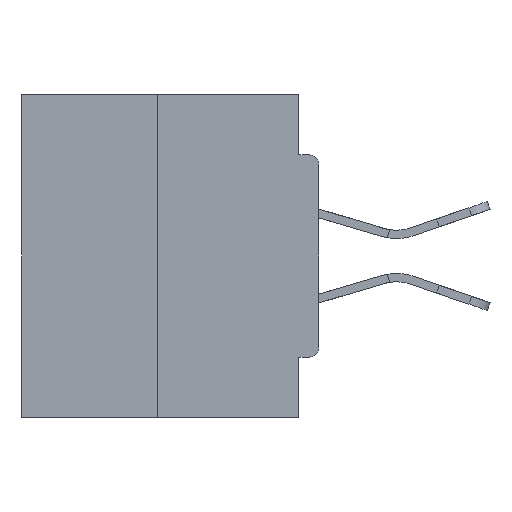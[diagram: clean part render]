
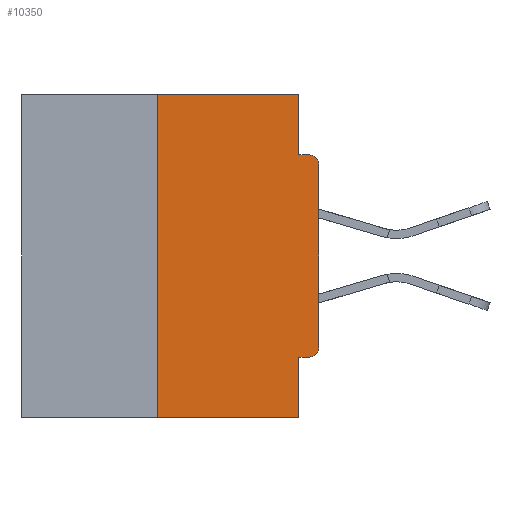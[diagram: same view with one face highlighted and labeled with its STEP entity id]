
A CAD part, left-side view. The second image highlights one B-rep face of the part: STEP entity #10350.
In plain terms, the highlighted planar face has unit normal (-1, 0, 0).
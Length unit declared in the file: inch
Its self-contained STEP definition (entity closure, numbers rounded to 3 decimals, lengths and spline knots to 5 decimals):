
#29 = EDGE_CURVE ( 'NONE', #17866, #39918, #30129, .T. ) ;
#749 = ORIENTED_EDGE ( 'NONE', *, *, #9059, .T. ) ;
#1889 = EDGE_CURVE ( 'NONE', #4767, #17667, #28767, .T. ) ;
#2409 = CARTESIAN_POINT ( 'NONE',  ( 0., 0.015, -0.3915 ) ) ;
#2449 = VECTOR ( 'NONE', #8197, 39.37008 ) ;
#3199 = DIRECTION ( 'NONE',  ( 0., -1., 0. ) ) ;
#3500 = DIRECTION ( 'NONE',  ( 0., 0., 1. ) ) ;
#3515 = CARTESIAN_POINT ( 'NONE',  ( 0., 0.46, -0.5 ) ) ;
#3628 = EDGE_LOOP ( 'NONE', ( #41737, #30346, #9038, #6318, #8649, #749, #41845, #41214, #30648, #17981 ) ) ;
#3944 = LINE ( 'NONE', #7479, #26332 ) ;
#4767 = VERTEX_POINT ( 'NONE', #32265 ) ;
#4889 = LINE ( 'NONE', #24545, #2449 ) ;
#5264 = VERTEX_POINT ( 'NONE', #20936 ) ;
#6318 = ORIENTED_EDGE ( 'NONE', *, *, #27026, .F. ) ;
#6818 = CIRCLE ( 'NONE', #31515, 0.015 ) ;
#7163 = VECTOR ( 'NONE', #20530, 39.37008 ) ;
#7175 = LINE ( 'NONE', #17108, #24880 ) ;
#7479 = CARTESIAN_POINT ( 'NONE',  ( 0., 0., -0.4065 ) ) ;
#7987 = CARTESIAN_POINT ( 'NONE',  ( 0., 0.031, -0.4065 ) ) ;
#8197 = DIRECTION ( 'NONE',  ( 0., 0., -1. ) ) ;
#8233 = AXIS2_PLACEMENT_3D ( 'NONE', #14375, #34249, #28086 ) ;
#8649 = ORIENTED_EDGE ( 'NONE', *, *, #15453, .F. ) ;
#9038 = ORIENTED_EDGE ( 'NONE', *, *, #33515, .T. ) ;
#9059 = EDGE_CURVE ( 'NONE', #21356, #28199, #6818, .T. ) ;
#9295 = CARTESIAN_POINT ( 'NONE',  ( 0., 0., -0.3915 ) ) ;
#9325 = LINE ( 'NONE', #39357, #29956 ) ;
#10005 = DIRECTION ( 'NONE',  ( 0., -1., 0. ) ) ;
#10350 = ADVANCED_FACE ( 'NONE', ( #11068 ), #20785, .F. ) ;
#11068 = FACE_OUTER_BOUND ( 'NONE', #3628, .T. ) ;
#12137 = VECTOR ( 'NONE', #31148, 39.37008 ) ;
#13920 = AXIS2_PLACEMENT_3D ( 'NONE', #26663, #20018, #22884 ) ;
#13982 = EDGE_CURVE ( 'NONE', #28199, #4767, #23542, .T. ) ;
#14375 = CARTESIAN_POINT ( 'NONE',  ( 0., 0.46, 0. ) ) ;
#14566 = CARTESIAN_POINT ( 'NONE',  ( 0., 0.031, -0.5 ) ) ;
#15453 = EDGE_CURVE ( 'NONE', #21356, #24008, #3944, .T. ) ;
#16556 = LINE ( 'NONE', #3515, #7163 ) ;
#17108 = CARTESIAN_POINT ( 'NONE',  ( 0., 0., -0.0935 ) ) ;
#17667 = VERTEX_POINT ( 'NONE', #19782 ) ;
#17673 = LINE ( 'NONE', #14566, #12137 ) ;
#17866 = VERTEX_POINT ( 'NONE', #29004 ) ;
#17981 = ORIENTED_EDGE ( 'NONE', *, *, #43604, .F. ) ;
#19782 = CARTESIAN_POINT ( 'NONE',  ( 0., 0.015, -0.0935 ) ) ;
#20018 = DIRECTION ( 'NONE',  ( -1., 0., 0. ) ) ;
#20335 = VERTEX_POINT ( 'NONE', #33670 ) ;
#20530 = DIRECTION ( 'NONE',  ( 0., -1., 0. ) ) ;
#20785 = PLANE ( 'NONE',  #8233 ) ;
#20936 = CARTESIAN_POINT ( 'NONE',  ( 0., 0.031, -0.5 ) ) ;
#21356 = VERTEX_POINT ( 'NONE', #35883 ) ;
#22530 = DIRECTION ( 'NONE',  ( -1., 0., 0. ) ) ;
#22884 = DIRECTION ( 'NONE',  ( 0., 0., -1. ) ) ;
#23542 = LINE ( 'NONE', #29968, #36672 ) ;
#23677 = VERTEX_POINT ( 'NONE', #29666 ) ;
#23692 = CARTESIAN_POINT ( 'NONE',  ( 0., 0.46, 0. ) ) ;
#24008 = VERTEX_POINT ( 'NONE', #7987 ) ;
#24545 = CARTESIAN_POINT ( 'NONE',  ( 0., 0.031, 0. ) ) ;
#24880 = VECTOR ( 'NONE', #3199, 39.37008 ) ;
#26332 = VECTOR ( 'NONE', #30899, 39.37008 ) ;
#26663 = CARTESIAN_POINT ( 'NONE',  ( 0., 0.015, -0.1085 ) ) ;
#27026 = EDGE_CURVE ( 'NONE', #24008, #5264, #17673, .T. ) ;
#28086 = DIRECTION ( 'NONE',  ( 0., 0., -1. ) ) ;
#28199 = VERTEX_POINT ( 'NONE', #9295 ) ;
#28227 = CARTESIAN_POINT ( 'NONE',  ( 0., 0.031, 0. ) ) ;
#28767 = CIRCLE ( 'NONE', #13920, 0.015 ) ;
#29004 = CARTESIAN_POINT ( 'NONE',  ( 0., 0.25, 0. ) ) ;
#29378 = DIRECTION ( 'NONE',  ( 0., 0., -1. ) ) ;
#29666 = CARTESIAN_POINT ( 'NONE',  ( 0., 0.25, -0.5 ) ) ;
#29956 = VECTOR ( 'NONE', #3500, 39.37008 ) ;
#29968 = CARTESIAN_POINT ( 'NONE',  ( 0., 0., 0. ) ) ;
#30129 = LINE ( 'NONE', #23692, #37983 ) ;
#30346 = ORIENTED_EDGE ( 'NONE', *, *, #41965, .F. ) ;
#30362 = EDGE_CURVE ( 'NONE', #20335, #17667, #7175, .T. ) ;
#30648 = ORIENTED_EDGE ( 'NONE', *, *, #30362, .F. ) ;
#30899 = DIRECTION ( 'NONE',  ( 0., 1., 0. ) ) ;
#31148 = DIRECTION ( 'NONE',  ( 0., 0., -1. ) ) ;
#31515 = AXIS2_PLACEMENT_3D ( 'NONE', #2409, #22530, #29378 ) ;
#32265 = CARTESIAN_POINT ( 'NONE',  ( 0., 0., -0.1085 ) ) ;
#33515 = EDGE_CURVE ( 'NONE', #23677, #5264, #16556, .T. ) ;
#33670 = CARTESIAN_POINT ( 'NONE',  ( 0., 0.031, -0.0935 ) ) ;
#34249 = DIRECTION ( 'NONE',  ( 1., 0., 0. ) ) ;
#35883 = CARTESIAN_POINT ( 'NONE',  ( 0., 0.015, -0.4065 ) ) ;
#36672 = VECTOR ( 'NONE', #37009, 39.37008 ) ;
#37009 = DIRECTION ( 'NONE',  ( 0., 0., 1. ) ) ;
#37983 = VECTOR ( 'NONE', #10005, 39.37008 ) ;
#39357 = CARTESIAN_POINT ( 'NONE',  ( 0., 0.25, 0. ) ) ;
#39918 = VERTEX_POINT ( 'NONE', #28227 ) ;
#41214 = ORIENTED_EDGE ( 'NONE', *, *, #1889, .T. ) ;
#41737 = ORIENTED_EDGE ( 'NONE', *, *, #29, .F. ) ;
#41845 = ORIENTED_EDGE ( 'NONE', *, *, #13982, .T. ) ;
#41965 = EDGE_CURVE ( 'NONE', #23677, #17866, #9325, .T. ) ;
#43604 = EDGE_CURVE ( 'NONE', #39918, #20335, #4889, .T. ) ;
